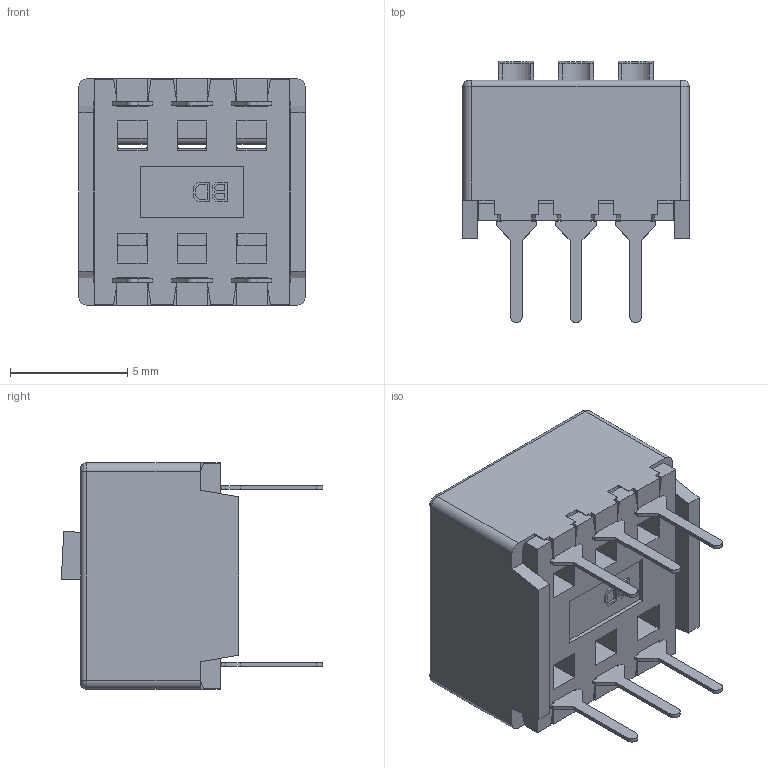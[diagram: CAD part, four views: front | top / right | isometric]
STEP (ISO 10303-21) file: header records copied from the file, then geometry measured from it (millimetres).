
FILE_DESCRIPTION( ( 'STEP AP214' ), '1' );
FILE_NAME( 'BD03.stp', '2018-09-19T01:05:47', ( '' ), ( '' ), ' ', 'PARTsolutions', ' ' );
FILE_SCHEMA( ( 'AUTOMOTIVE_DESIGN { 1 0 10303 214 1 1 1 1 }' ) );
Length unit declared in the file: inch
Products named in the file (11): BD03; 1
Assembly tree (10 placements, depth 2):
  BD03
    1
    1
    1
    1
    1
    1
    1
    1
    1
    1
Bounding box: 9.65 x 11.13 x 9.65 mm (x, y, z)
Volume: 290.6 mm3; surface area: 941.9 mm2
Topology: 10 solids, 10 shells, 707 faces, 2035 edges, 1352 vertices
Faces by surface type: plane 594, extrusion 47, cylinder 38, torus 18, bspline 10
Entity records: 23819 total; most frequent: CARTESIAN_POINT 5234, ORIENTED_EDGE 4070, DIRECTION 3379, EDGE_CURVE 2035, VECTOR 1813, LINE 1766, VERTEX_POINT 1352, AXIS2_PLACEMENT_3D 783
